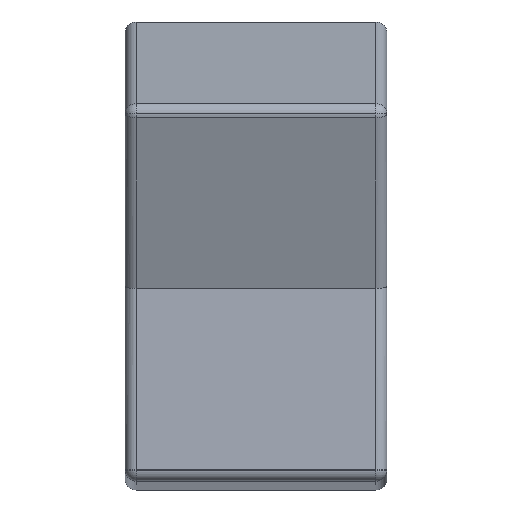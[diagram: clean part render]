
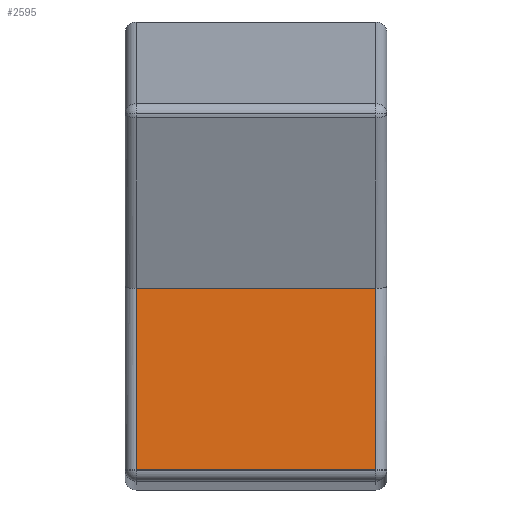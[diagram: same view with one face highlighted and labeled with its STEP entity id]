
A CAD part, top view. The second image highlights one B-rep face of the part: STEP entity #2595.
In plain terms, the highlighted planar face has unit normal (0, 0.035, 0.999).
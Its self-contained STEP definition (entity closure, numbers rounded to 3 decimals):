
#357 = ORIENTED_EDGE ( 'NONE', *, *, #4083, .T. ) ;
#772 = VECTOR ( 'NONE', #18743, 1000. ) ;
#1345 = CARTESIAN_POINT ( 'NONE',  ( -4.3, -7.639, 21.076 ) ) ;
#1703 = LINE ( 'NONE', #2017, #21097 ) ;
#2017 = CARTESIAN_POINT ( 'NONE',  ( 4.3, -1.132, 20.849 ) ) ;
#2094 = EDGE_CURVE ( 'NONE', #6063, #19849, #20782, .T. ) ;
#2595 = ADVANCED_FACE ( 'NONE', ( #15870 ), #7293, .F. ) ;
#3339 = CARTESIAN_POINT ( 'NONE',  ( 4.3, -1.132, 20.849 ) ) ;
#4083 = EDGE_CURVE ( 'NONE', #19849, #12574, #14342, .T. ) ;
#4548 = CARTESIAN_POINT ( 'NONE',  ( -4.3, -7.639, 21.076 ) ) ;
#4649 = ORIENTED_EDGE ( 'NONE', *, *, #12438, .F. ) ;
#4926 = ORIENTED_EDGE ( 'NONE', *, *, #2094, .T. ) ;
#5665 = DIRECTION ( 'NONE',  ( 0., 0.999, -0.035 ) ) ;
#6063 = VERTEX_POINT ( 'NONE', #3339 ) ;
#7293 = PLANE ( 'NONE',  #14902 ) ;
#9898 = DIRECTION ( 'NONE',  ( 0., 0.999, -0.035 ) ) ;
#10017 = CARTESIAN_POINT ( 'NONE',  ( -4.3, -1.132, 20.849 ) ) ;
#10472 = VECTOR ( 'NONE', #19699, 1000. ) ;
#11710 = VERTEX_POINT ( 'NONE', #17195 ) ;
#12227 = CARTESIAN_POINT ( 'NONE',  ( 4.7, -7.639, 21.076 ) ) ;
#12438 = EDGE_CURVE ( 'NONE', #11710, #12574, #13638, .T. ) ;
#12574 = VERTEX_POINT ( 'NONE', #1345 ) ;
#13638 = LINE ( 'NONE', #12227, #772 ) ;
#13805 = CARTESIAN_POINT ( 'NONE',  ( 4.7, -1.132, 20.849 ) ) ;
#13941 = CARTESIAN_POINT ( 'NONE',  ( 4.7, -1.132, 20.849 ) ) ;
#14305 = ORIENTED_EDGE ( 'NONE', *, *, #20993, .T. ) ;
#14342 = LINE ( 'NONE', #4548, #10472 ) ;
#14902 = AXIS2_PLACEMENT_3D ( 'NONE', #13941, #20609, #5665 ) ;
#15736 = DIRECTION ( 'NONE',  ( -1., 0., 0. ) ) ;
#15870 = FACE_OUTER_BOUND ( 'NONE', #21251, .T. ) ;
#17195 = CARTESIAN_POINT ( 'NONE',  ( 4.3, -7.639, 21.076 ) ) ;
#18743 = DIRECTION ( 'NONE',  ( -1., 0., 0. ) ) ;
#18822 = VECTOR ( 'NONE', #15736, 1000. ) ;
#19699 = DIRECTION ( 'NONE',  ( 0., -0.999, 0.035 ) ) ;
#19849 = VERTEX_POINT ( 'NONE', #10017 ) ;
#20609 = DIRECTION ( 'NONE',  ( 0., -0.035, -0.999 ) ) ;
#20782 = LINE ( 'NONE', #13805, #18822 ) ;
#20993 = EDGE_CURVE ( 'NONE', #11710, #6063, #1703, .T. ) ;
#21097 = VECTOR ( 'NONE', #9898, 1000. ) ;
#21251 = EDGE_LOOP ( 'NONE', ( #4926, #357, #4649, #14305 ) ) ;
